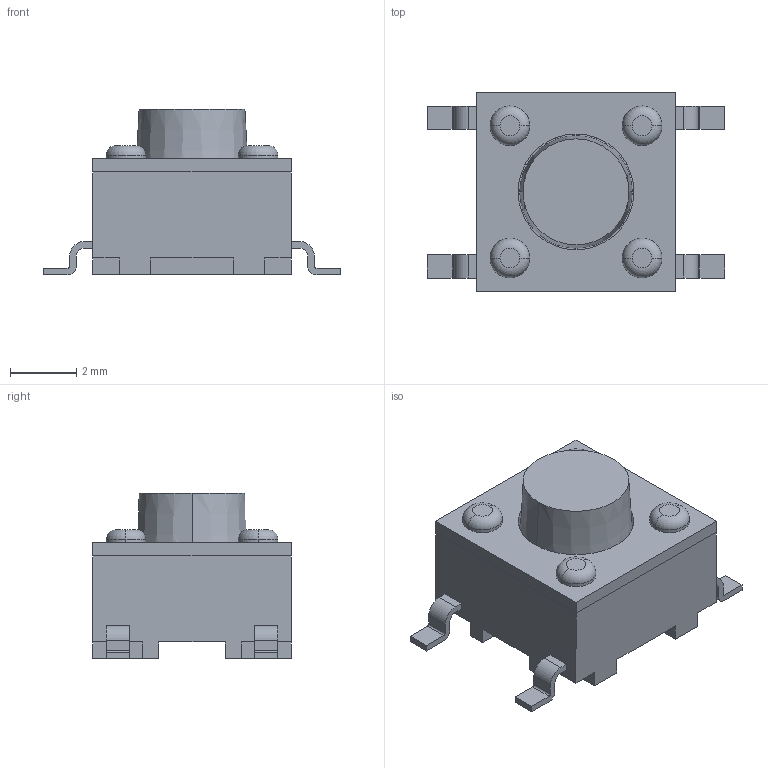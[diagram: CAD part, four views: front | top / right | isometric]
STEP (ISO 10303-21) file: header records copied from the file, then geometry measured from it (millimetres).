
FILE_DESCRIPTION (( 'STEP AP214' ), '1' );
FILE_NAME ('KEY-SMD_4P-L6.0-W6.0-P4.50-LS9.5-BL.step', '2022-07-02T15:08:30', ( '' ), ( '' ), 'SwSTEP 2.0', 'SolidWorks 2020', '' );
FILE_SCHEMA (( 'AUTOMOTIVE_DESIGN' ));
Length unit declared in the file: millimetre
Products named in the file (1): KEY-SMD_4P-L6.0-W6.0-P4.50-LS9.5-BL
Bounding box: 9 x 6 x 5.01 mm (x, y, z)
Volume: 129 mm3; surface area: 257.9 mm2
Topology: 2 solids, 2 shells, 396 faces, 1063 edges, 706 vertices
Faces by surface type: plane 248, bspline 112, cylinder 26, torus 8, cone 2
Entity records: 17890 total; most frequent: CARTESIAN_POINT 4270, ORIENTED_EDGE 2126, DIRECTION 1477, EDGE_CURVE 1063, VECTOR 763, LINE 763, VERTEX_POINT 706, EDGE_LOOP 433
